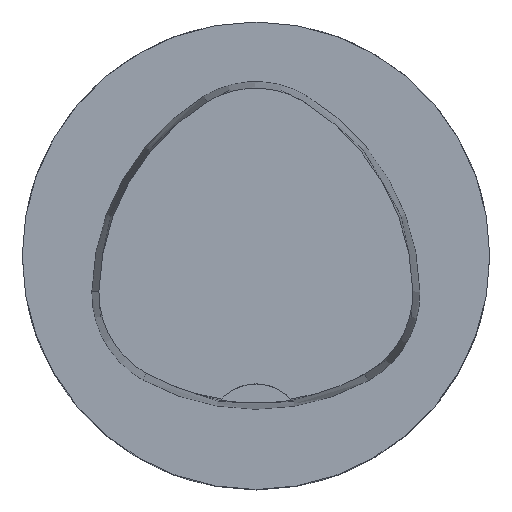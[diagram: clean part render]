
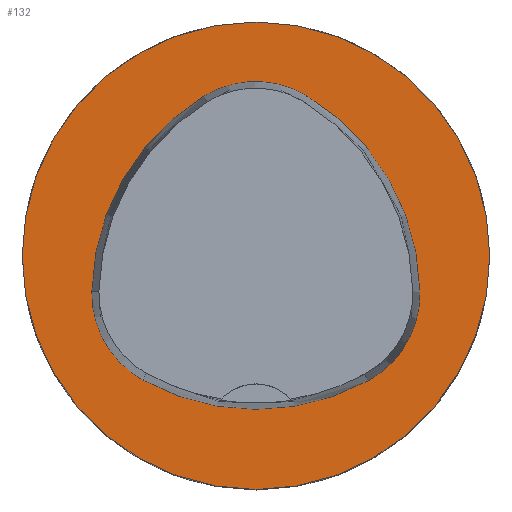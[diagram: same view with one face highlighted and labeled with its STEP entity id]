
A CAD part, top view. The second image highlights one B-rep face of the part: STEP entity #132.
In plain terms, the highlighted planar face has unit normal (0, 0, 1).
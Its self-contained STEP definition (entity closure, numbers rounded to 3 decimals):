
#40=PLANE('',#749);
#132=ADVANCED_FACE('',(#163,#164),#40,.T.);
#163=FACE_BOUND('',#195,.T.);
#164=FACE_BOUND('',#196,.T.);
#195=EDGE_LOOP('',(#381,#382,#383,#384,#385,#386));
#196=EDGE_LOOP('',(#387));
#217=CIRCLE('',#686,20.);
#236=CIRCLE('',#727,20.);
#238=CIRCLE('',#730,8.5);
#240=CIRCLE('',#733,20.);
#242=CIRCLE('',#736,8.5);
#246=CIRCLE('',#741,20.);
#248=CIRCLE('',#744,8.5);
#381=ORIENTED_EDGE('',*,*,#562,.T.);
#382=ORIENTED_EDGE('',*,*,#542,.T.);
#383=ORIENTED_EDGE('',*,*,#546,.T.);
#384=ORIENTED_EDGE('',*,*,#549,.T.);
#385=ORIENTED_EDGE('',*,*,#552,.T.);
#386=ORIENTED_EDGE('',*,*,#560,.T.);
#387=ORIENTED_EDGE('',*,*,#499,.F.);
#438=VERTEX_POINT('',#1014);
#471=VERTEX_POINT('',#1104);
#472=VERTEX_POINT('',#1105);
#475=VERTEX_POINT('',#1113);
#477=VERTEX_POINT('',#1119);
#479=VERTEX_POINT('',#1125);
#486=VERTEX_POINT('',#1146);
#499=EDGE_CURVE('',#438,#438,#217,.T.);
#542=EDGE_CURVE('',#471,#472,#236,.T.);
#546=EDGE_CURVE('',#472,#475,#238,.T.);
#549=EDGE_CURVE('',#475,#477,#240,.T.);
#552=EDGE_CURVE('',#477,#479,#242,.T.);
#560=EDGE_CURVE('',#479,#486,#246,.T.);
#562=EDGE_CURVE('',#486,#471,#248,.T.);
#686=AXIS2_PLACEMENT_3D('',#1013,#793,#794);
#727=AXIS2_PLACEMENT_3D('',#1103,#891,#892);
#730=AXIS2_PLACEMENT_3D('',#1112,#899,#900);
#733=AXIS2_PLACEMENT_3D('',#1118,#906,#907);
#736=AXIS2_PLACEMENT_3D('',#1124,#913,#914);
#741=AXIS2_PLACEMENT_3D('',#1147,#925,#926);
#744=AXIS2_PLACEMENT_3D('',#1150,#931,#932);
#749=AXIS2_PLACEMENT_3D('',#1155,#941,#942);
#793=DIRECTION('',(0.,0.,-1.));
#794=DIRECTION('',(-1.,0.,0.));
#891=DIRECTION('',(0.,0.,-1.));
#892=DIRECTION('',(-1.,0.,0.));
#899=DIRECTION('',(0.,0.,-1.));
#900=DIRECTION('',(-1.,0.,0.));
#906=DIRECTION('',(0.,0.,-1.));
#907=DIRECTION('',(-1.,0.,0.));
#913=DIRECTION('',(0.,0.,-1.));
#914=DIRECTION('',(-1.,0.,0.));
#925=DIRECTION('',(0.,0.,-1.));
#926=DIRECTION('',(-1.,0.,0.));
#931=DIRECTION('',(0.,0.,-1.));
#932=DIRECTION('',(-1.,0.,0.));
#941=DIRECTION('',(0.,0.,1.));
#942=DIRECTION('',(1.,0.,0.));
#1013=CARTESIAN_POINT('',(0.,0.,0.));
#1014=CARTESIAN_POINT('',(-20.,0.,0.));
#1103=CARTESIAN_POINT('',(5.955,-3.414,0.));
#1104=CARTESIAN_POINT('',(-14.041,-3.042,0.));
#1105=CARTESIAN_POINT('',(-4.472,13.653,0.));
#1112=CARTESIAN_POINT('',(-0.04,6.4,0.));
#1113=CARTESIAN_POINT('',(4.347,13.68,0.));
#1118=CARTESIAN_POINT('',(-5.976,-3.45,0.));
#1119=CARTESIAN_POINT('',(14.021,-3.075,0.));
#1124=CARTESIAN_POINT('',(5.522,-3.235,0.));
#1125=CARTESIAN_POINT('',(9.588,-10.699,0.));
#1146=CARTESIAN_POINT('',(-9.655,-10.639,0.));
#1147=CARTESIAN_POINT('',(0.022,6.864,0.));
#1150=CARTESIAN_POINT('',(-5.543,-3.2,0.));
#1155=CARTESIAN_POINT('',(0.,0.,0.));
